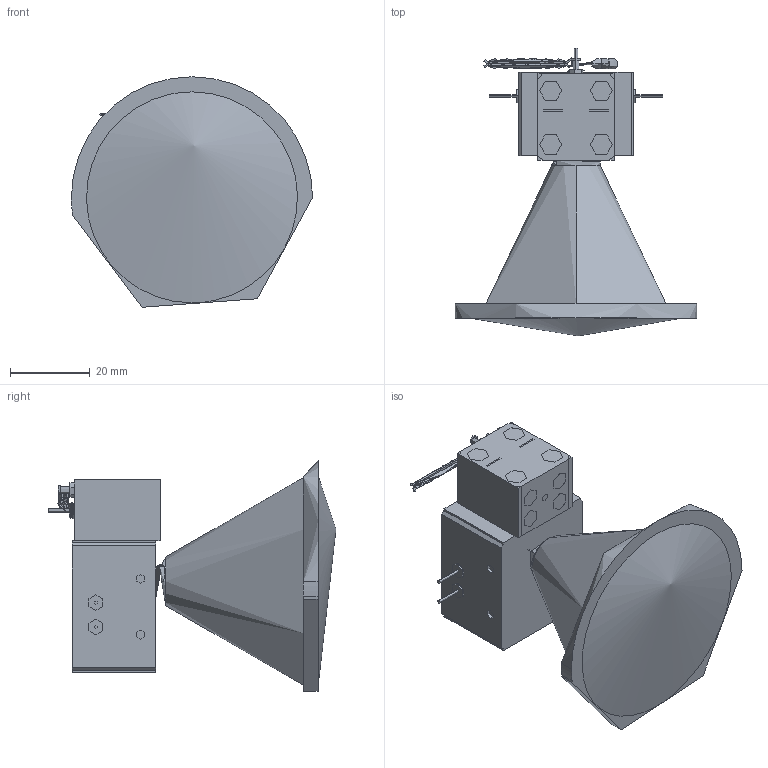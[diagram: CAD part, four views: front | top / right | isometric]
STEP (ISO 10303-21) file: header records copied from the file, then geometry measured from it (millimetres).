
FILE_DESCRIPTION (( 'STEP AP203' ), '1' );
FILE_NAME ('SS-LA-D, SAT2.STEP', '2017-08-22T18:30:15', ( '' ), ( '' ), 'SwSTEP 2.0', 'SolidWorks 2013', '' );
FILE_SCHEMA (( 'CONFIG_CONTROL_DESIGN' ));
Length unit declared in the file: inch
Products named in the file (1): SS-LA-D, SAT2
Bounding box: 60.4 x 72.08 x 57.71 mm (x, y, z)
Topology: 0 solids, 13 shells, 873 faces, 2521 edges, 1800 vertices
Faces by surface type: plane 477, bspline 261, cylinder 104, cone 27, torus 4
Entity records: 46946 total; most frequent: CARTESIAN_POINT 27612, ORIENTED_EDGE 5034, EDGE_CURVE 2521, DIRECTION 2194, VERTEX_POINT 1800, B_SPLINE_CURVE_WITH_KNOTS 1724, EDGE_LOOP 1043, ADVANCED_FACE 873
